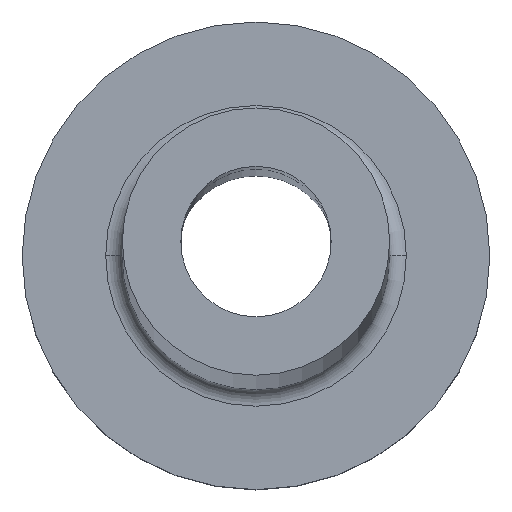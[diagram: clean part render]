
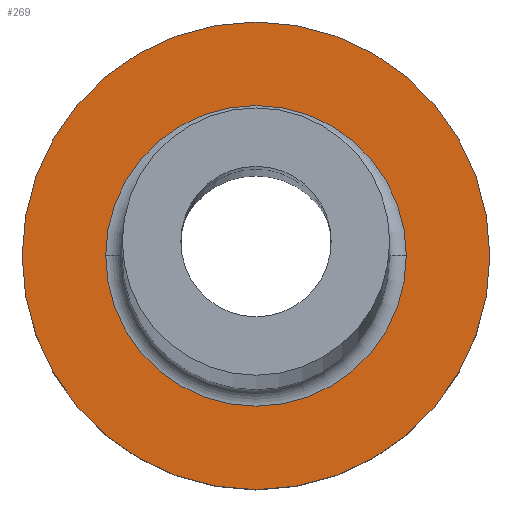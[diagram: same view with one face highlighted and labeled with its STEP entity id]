
A CAD part, top view. The second image highlights one B-rep face of the part: STEP entity #269.
In plain terms, the highlighted planar face has unit normal (0, 0, 1).
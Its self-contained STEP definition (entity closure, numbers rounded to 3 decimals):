
#34 = EDGE_LOOP ( 'NONE', ( #288, #73 ) ) ;
#43 = CARTESIAN_POINT ( 'NONE',  ( -4.5, 0., 5. ) ) ;
#73 = ORIENTED_EDGE ( 'NONE', *, *, #443, .T. ) ;
#78 = FACE_OUTER_BOUND ( 'NONE', #94, .T. ) ;
#94 = EDGE_LOOP ( 'NONE', ( #109, #146 ) ) ;
#95 = CARTESIAN_POINT ( 'NONE',  ( 0., 0., 5. ) ) ;
#109 = ORIENTED_EDGE ( 'NONE', *, *, #400, .T. ) ;
#119 = FACE_BOUND ( 'NONE', #34, .T. ) ;
#141 = AXIS2_PLACEMENT_3D ( 'NONE', #153, #294, #298 ) ;
#146 = ORIENTED_EDGE ( 'NONE', *, *, #421, .T. ) ;
#153 = CARTESIAN_POINT ( 'NONE',  ( 0., 0., 5. ) ) ;
#155 = PLANE ( 'NONE',  #141 ) ;
#156 = AXIS2_PLACEMENT_3D ( 'NONE', #444, #348, #301 ) ;
#163 = CARTESIAN_POINT ( 'NONE',  ( 0., 0., 5. ) ) ;
#164 = CARTESIAN_POINT ( 'NONE',  ( -7., 0., 5. ) ) ;
#217 = AXIS2_PLACEMENT_3D ( 'NONE', #163, #326, #255 ) ;
#225 = CARTESIAN_POINT ( 'NONE',  ( 4.5, 0., 5. ) ) ;
#228 = VERTEX_POINT ( 'NONE', #330 ) ;
#238 = CARTESIAN_POINT ( 'NONE',  ( 0., 0., 5. ) ) ;
#255 = DIRECTION ( 'NONE',  ( 1., 0., 0. ) ) ;
#261 = CIRCLE ( 'NONE', #363, 4.5 ) ;
#268 = CIRCLE ( 'NONE', #156, 7. ) ;
#269 = ADVANCED_FACE ( 'NONE', ( #119, #78 ), #155, .T. ) ;
#288 = ORIENTED_EDGE ( 'NONE', *, *, #350, .T. ) ;
#294 = DIRECTION ( 'NONE',  ( 0., 0., 1. ) ) ;
#298 = DIRECTION ( 'NONE',  ( 1., 0., 0. ) ) ;
#301 = DIRECTION ( 'NONE',  ( 1., 0., 0. ) ) ;
#302 = DIRECTION ( 'NONE',  ( 0., 0., 1. ) ) ;
#309 = VERTEX_POINT ( 'NONE', #43 ) ;
#311 = VERTEX_POINT ( 'NONE', #225 ) ;
#326 = DIRECTION ( 'NONE',  ( 0., 0., -1. ) ) ;
#330 = CARTESIAN_POINT ( 'NONE',  ( 7., 0., 5. ) ) ;
#348 = DIRECTION ( 'NONE',  ( 0., 0., 1. ) ) ;
#350 = EDGE_CURVE ( 'NONE', #311, #309, #261, .T. ) ;
#355 = AXIS2_PLACEMENT_3D ( 'NONE', #95, #302, #377 ) ;
#359 = VERTEX_POINT ( 'NONE', #164 ) ;
#363 = AXIS2_PLACEMENT_3D ( 'NONE', #238, #374, #375 ) ;
#374 = DIRECTION ( 'NONE',  ( 0., 0., -1. ) ) ;
#375 = DIRECTION ( 'NONE',  ( 1., 0., 0. ) ) ;
#377 = DIRECTION ( 'NONE',  ( 1., 0., 0. ) ) ;
#400 = EDGE_CURVE ( 'NONE', #359, #228, #402, .T. ) ;
#402 = CIRCLE ( 'NONE', #355, 7. ) ;
#421 = EDGE_CURVE ( 'NONE', #228, #359, #268, .T. ) ;
#443 = EDGE_CURVE ( 'NONE', #309, #311, #457, .T. ) ;
#444 = CARTESIAN_POINT ( 'NONE',  ( 0., 0., 5. ) ) ;
#457 = CIRCLE ( 'NONE', #217, 4.5 ) ;
